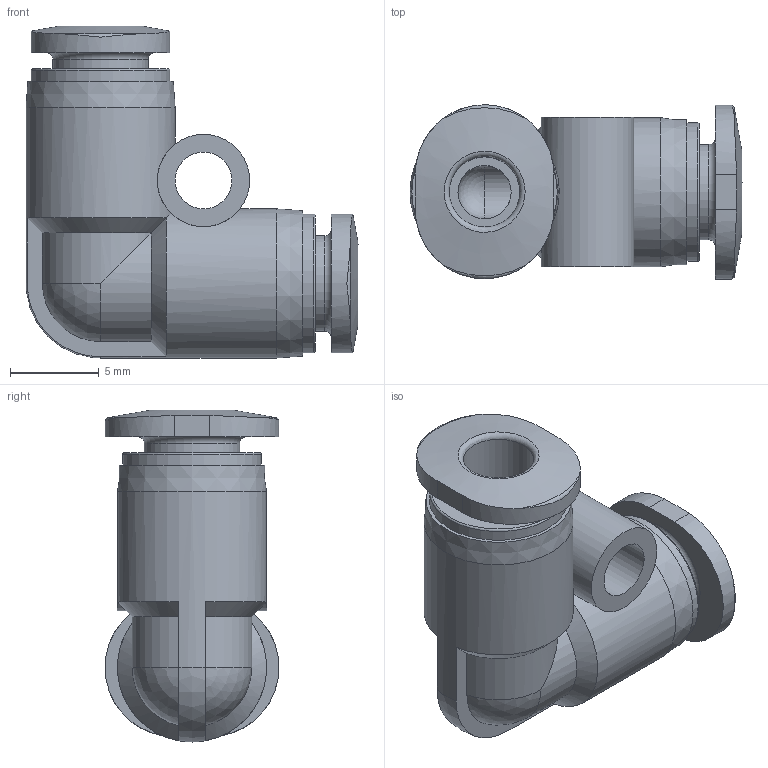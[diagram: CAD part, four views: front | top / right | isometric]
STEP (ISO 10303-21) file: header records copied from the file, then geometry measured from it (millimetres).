
FILE_DESCRIPTION(/* description */ ('STEP AP214'),/* implementation_level */ '2;1');
FILE_NAME(/* name */ '572285_QBML-5_32T-U',/* time_stamp */ '2024-09-14T03:33:59+02:00',/* author */ ('License CC BY-ND 4.0'),/* organization */ ('CADENAS'),/* preprocessor_version */ 'ST-DEVELOPER v19.3',/* originating_system */ 'PARTsolutions',/* authorisation */ ' ');
FILE_SCHEMA (('AUTOMOTIVE_DESIGN {1 0 10303 214 3 1 1}'));
Length unit declared in the file: millimetre
Products named in the file (1): 572285 QBML-5/32T-U
Bounding box: 18.7 x 9.8 x 18.7 mm (x, y, z)
Volume: 1170.5 mm3; surface area: 1472.5 mm2
Topology: 1 solids, 1 shells, 58 faces, 138 edges, 88 vertices
Faces by surface type: cylinder 20, plane 16, torus 10, cone 8, sphere 4
Full cylindrical faces by diameter (mm): 3 x2, 3.2 x1, 3.969 x2, 5.2 x1, 5.369 x2, 7.8 x2, 8.4 x2
Entity records: 2009 total; most frequent: CARTESIAN_POINT 358, DIRECTION 260, ORIENTED_EDGE 218, AXIS2_PLACEMENT_3D 120, EDGE_CURVE 109, EDGE_LOOP 91, FACE_BOUND 91, VERTEX_POINT 82
